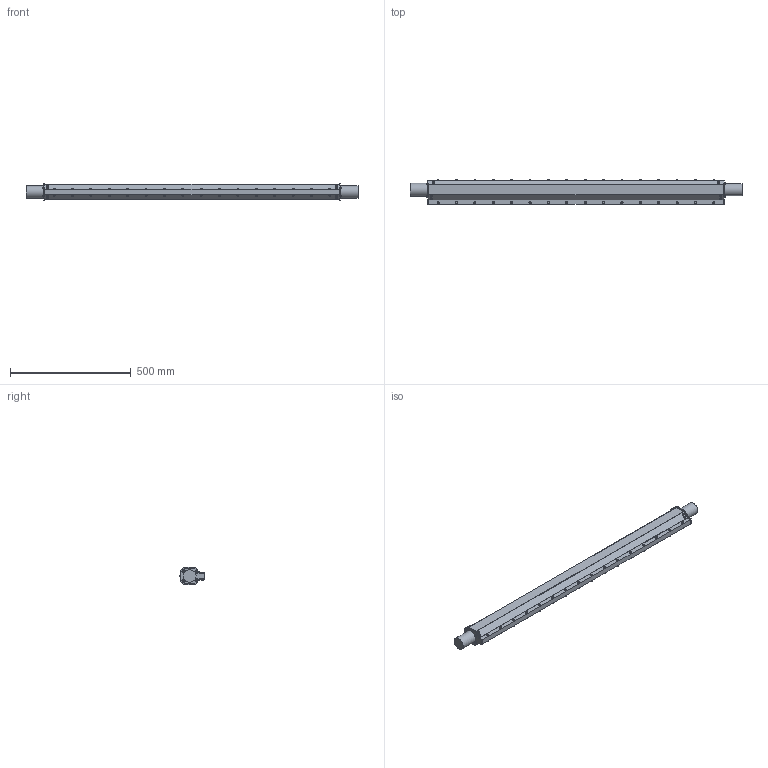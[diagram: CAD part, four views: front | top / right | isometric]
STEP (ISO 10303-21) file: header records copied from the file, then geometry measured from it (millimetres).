
FILE_DESCRIPTION(/* description */ (''),/* implementation_level */ '2;1');
FILE_NAME(/* name */ 'MA22xxxxxx048 DUMMY.stp',/* time_stamp */ '2018-02-13T11:15:39-05:00',/* author */ ('James'),/* organization */ (''),/* preprocessor_version */ 'ST-DEVELOPER v16.5',/* originating_system */ 'Autodesk Inventor 2017',/* authorisation */ '');
FILE_SCHEMA (('AUTOMOTIVE_DESIGN { 1 0 10303 214 3 1 1 }'));
Products named in the file (1): MA22xxxxxx048 DUMMY
Bounding box: 1376.38 x 101.23 x 71.12 mm (x, y, z)
Volume: 6128429.1 mm3; surface area: 388220.7 mm2
Topology: 1 solids, 1 shells, 1034 faces, 2272 edges, 1441 vertices
Faces by surface type: plane 425, cone 304, cylinder 201, bspline 52, sphere 36, torus 16
Full cylindrical faces by diameter (mm): 7.6 x8, 9 x40, 9.5 x12, 10.5 x16, 11 x28, 50.8 x1, 52.451 x1
Entity records: 64731 total; most frequent: CARTESIAN_POINT 43918, ORIENTED_EDGE 4130, DIRECTION 4058, EDGE_CURVE 2065, AXIS2_PLACEMENT_3D 1740, EDGE_LOOP 1373, VERTEX_POINT 1372, FACE_OUTER_BOUND 1034
